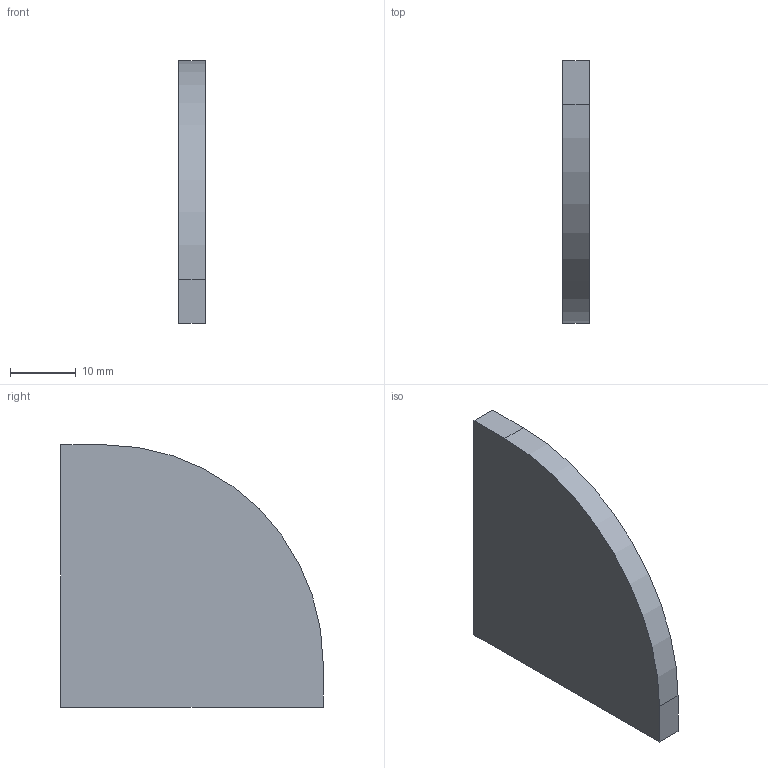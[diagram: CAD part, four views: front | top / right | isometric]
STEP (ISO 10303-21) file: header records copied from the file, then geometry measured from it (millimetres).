
FILE_DESCRIPTION(('STEP AP214'),'1');
FILE_NAME('cctmp_2D46787A-1174-4B94-B90B-E001400AF6E7_2020_1_17_17_52_56_63..stp','2020-01-17T16:52:56',('Bosch Rexroth AG'),('CADClick - www.CADClick.com'),'Spatial InterOp 3D',' ','unknown authorization - (Healing Option Enabled)');
FILE_SCHEMA(('AUTOMOTIVE_DESIGN'));
Length unit declared in the file: millimetre
Products named in the file (1): 2020_01_17__17-52-56-063
Bounding box: 4 x 40 x 40 mm (x, y, z)
Volume: 5445.3 mm3; surface area: 3305.4 mm2
Topology: 1 solids, 1 shells, 7 faces, 15 edges, 10 vertices
Faces by surface type: plane 6, cylinder 1
Entity records: 271 total; most frequent: CARTESIAN_POINT 33, DIRECTION 33, ORIENTED_EDGE 30, EDGE_CURVE 15, LINE 13, VECTOR 13, AXIS2_PLACEMENT_3D 10, VERTEX_POINT 10
